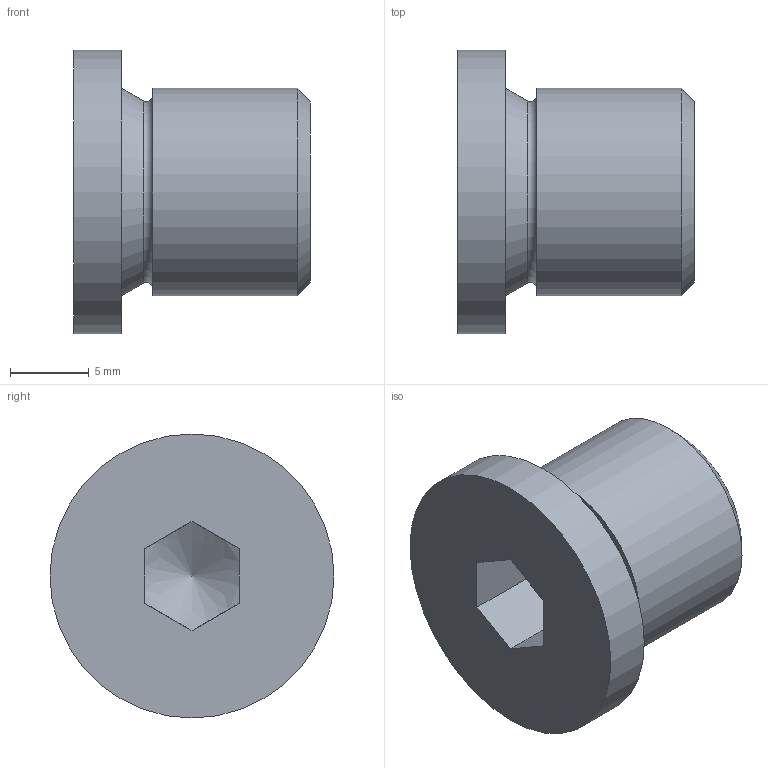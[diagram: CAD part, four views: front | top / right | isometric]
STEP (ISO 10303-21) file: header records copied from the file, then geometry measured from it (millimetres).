
FILE_DESCRIPTION(/* description */ (''),/* implementation_level */ '2;1');
FILE_NAME(/* name */ 'vs_14_es.stp',/* time_stamp */ '2016-07-11T11:06:56+02:00',/* author */ ('leitheußer'),/* organization */ (''),/* preprocessor_version */ 'ST-DEVELOPER v16.5',/* originating_system */ 'Autodesk Inventor 2017',/* authorisation */ '');
FILE_SCHEMA (('AUTOMOTIVE_DESIGN { 1 0 10303 214 3 1 1 }'));
Length unit declared in the file: millimetre
Products named in the file (2): Baugruppe4; DIN 908 - G 0,25 A
Assembly tree (1 placements, depth 2):
  Baugruppe4
    DIN 908 - G 0,25 A
Bounding box: 15 x 18 x 18 mm (x, y, z)
Volume: 2004 mm3; surface area: 1398.3 mm2
Topology: 1 solids, 1 shells, 16 faces, 34 edges, 21 vertices
Faces by surface type: plane 9, cone 4, cylinder 2, torus 1
Full cylindrical faces by diameter (mm): 13.157 x1, 18 x1
Entity records: 426 total; most frequent: CARTESIAN_POINT 77, DIRECTION 66, ORIENTED_EDGE 52, AXIS2_PLACEMENT_3D 27, EDGE_CURVE 26, EDGE_LOOP 24, VERTEX_POINT 20, FACE_OUTER_BOUND 16
